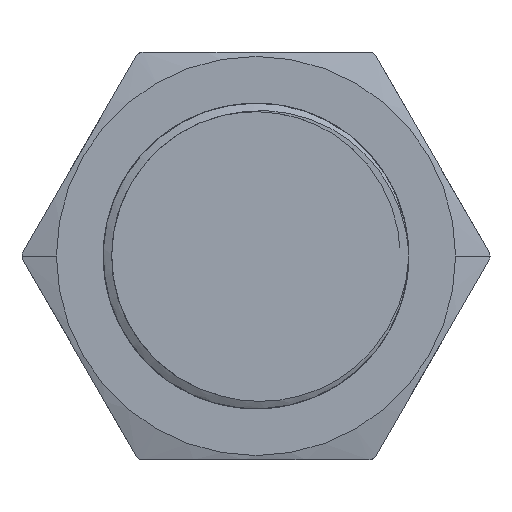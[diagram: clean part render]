
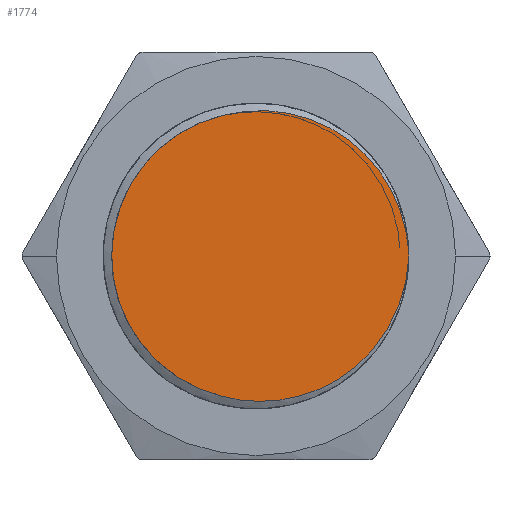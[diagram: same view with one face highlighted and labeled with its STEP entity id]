
A CAD part, front view. The second image highlights one B-rep face of the part: STEP entity #1774.
In plain terms, the highlighted planar face has unit normal (0, -1, 0).
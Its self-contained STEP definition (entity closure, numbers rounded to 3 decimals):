
#737=CIRCLE('',#17412,8.5);
#1774=ADVANCED_FACE('',(#3173),#2344,.F.);
#2344=PLANE('',#17461);
#3173=FACE_OUTER_BOUND('',#4095,.T.);
#4095=EDGE_LOOP('',(#9429,#9430,#9431));
#9429=ORIENTED_EDGE('',*,*,#14617,.F.);
#9430=ORIENTED_EDGE('',*,*,#14477,.T.);
#9431=ORIENTED_EDGE('',*,*,#14618,.F.);
#12323=VERTEX_POINT('',#29906);
#12324=VERTEX_POINT('',#29908);
#12343=VERTEX_POINT('',#42578);
#14477=EDGE_CURVE('',#12324,#12323,#737,.T.);
#14617=EDGE_CURVE('',#12324,#12343,#16153,.T.);
#14618=EDGE_CURVE('',#12343,#12323,#16154,.T.);
#16153=B_SPLINE_CURVE_WITH_KNOTS('',3,(#42584,#42585,#42586,#42587,#42588,
#42589),.UNSPECIFIED.,.F.,.F.,(4,2,4),(0.,0.5,1.),.UNSPECIFIED.);
#16154=B_SPLINE_CURVE_WITH_KNOTS('',3,(#42730,#42731,#42732,#42733,#42734,
#42735),.UNSPECIFIED.,.F.,.F.,(4,2,4),(0.,0.5,1.),.UNSPECIFIED.);
#17412=AXIS2_PLACEMENT_3D('',#29907,#20301,#20302);
#17461=AXIS2_PLACEMENT_3D('',#42736,#20401,#20402);
#20301=DIRECTION('',(0.,-1.,0.));
#20302=DIRECTION('',(-0.241,0.,0.971));
#20401=DIRECTION('',(0.,1.,0.));
#20402=DIRECTION('',(-1.,0.,0.));
#29906=CARTESIAN_POINT('',(-2.045,-5.,-8.25));
#29907=CARTESIAN_POINT('',(0.,-5.,0.));
#29908=CARTESIAN_POINT('',(-1.954,-5.,8.272));
#42578=CARTESIAN_POINT('',(9.,-5.,0.));
#42584=CARTESIAN_POINT('',(-1.954,-5.,8.272));
#42585=CARTESIAN_POINT('',(0.606,-5.,8.969));
#42586=CARTESIAN_POINT('',(3.436,-5.,8.388));
#42587=CARTESIAN_POINT('',(7.612,-5.,5.195));
#42588=CARTESIAN_POINT('',(8.915,-5.,2.65));
#42589=CARTESIAN_POINT('',(8.996,-5.,0.));
#42730=CARTESIAN_POINT('',(8.998,-5.,0.));
#42731=CARTESIAN_POINT('',(8.919,-5.,-2.667));
#42732=CARTESIAN_POINT('',(7.601,-5.,-5.234));
#42733=CARTESIAN_POINT('',(3.358,-5.,-8.416));
#42734=CARTESIAN_POINT('',(0.525,-5.,-8.971));
#42735=CARTESIAN_POINT('',(-2.045,-5.,-8.249));
#42736=CARTESIAN_POINT('',(-18.5,-5.,-16.075));
